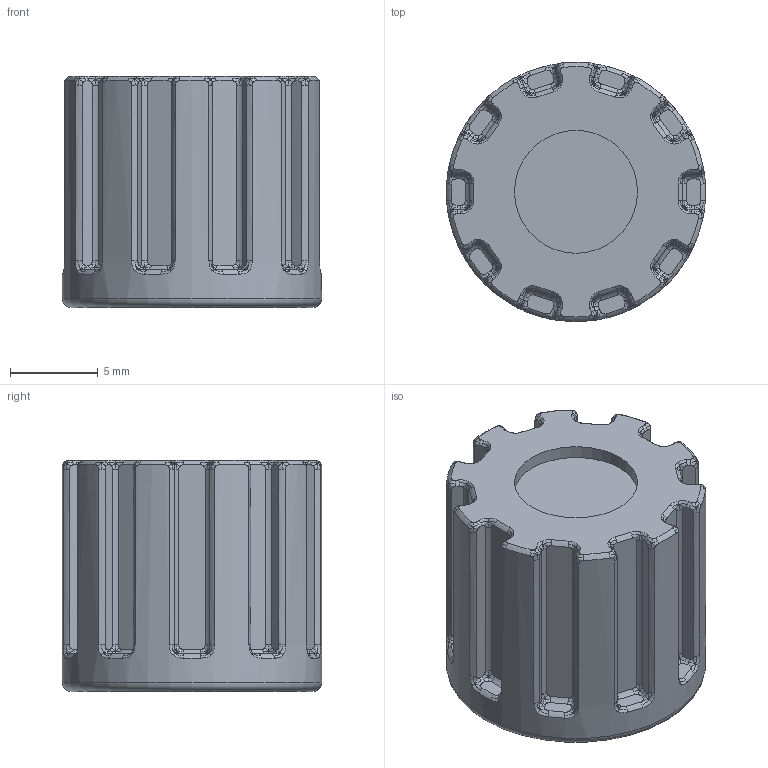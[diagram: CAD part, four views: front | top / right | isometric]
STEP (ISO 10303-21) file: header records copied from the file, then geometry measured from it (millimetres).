
FILE_DESCRIPTION(/* description */ (''),/* implementation_level */ '2;1');
FILE_NAME(/* name */ 'Knob.step',/* time_stamp */ '2025-06-27T12:39:30-07:00',/* author */ (''),/* organization */ (''),/* preprocessor_version */ 'ST-DEVELOPER v20.1',/* originating_system */ 'Autodesk Translation Framework v14.10.0.0',/* authorisation */ '');
FILE_SCHEMA (('AUTOMOTIVE_DESIGN { 1 0 10303 214 3 1 1 }'));
Products named in the file (1): 2025-06-23-17-33-34-416
Bounding box: 14.75 x 14.75 x 13.15 mm (x, y, z)
Volume: 1423.1 mm3; surface area: 1407.6 mm2
Topology: 1 solids, 1 shells, 651 faces, 1698 edges, 1052 vertices
Faces by surface type: bspline 600, plane 46, cylinder 4, torus 1
Full cylindrical faces by diameter (mm): 7 x1, 9.25 x1, 14.75 x1
Entity records: 44953 total; most frequent: CARTESIAN_POINT 33335, ORIENTED_EDGE 3396, EDGE_CURVE 1698, B_SPLINE_CURVE_WITH_KNOTS 1321, VERTEX_POINT 1052, DIRECTION 771, EDGE_LOOP 654, FACE_OUTER_BOUND 651
